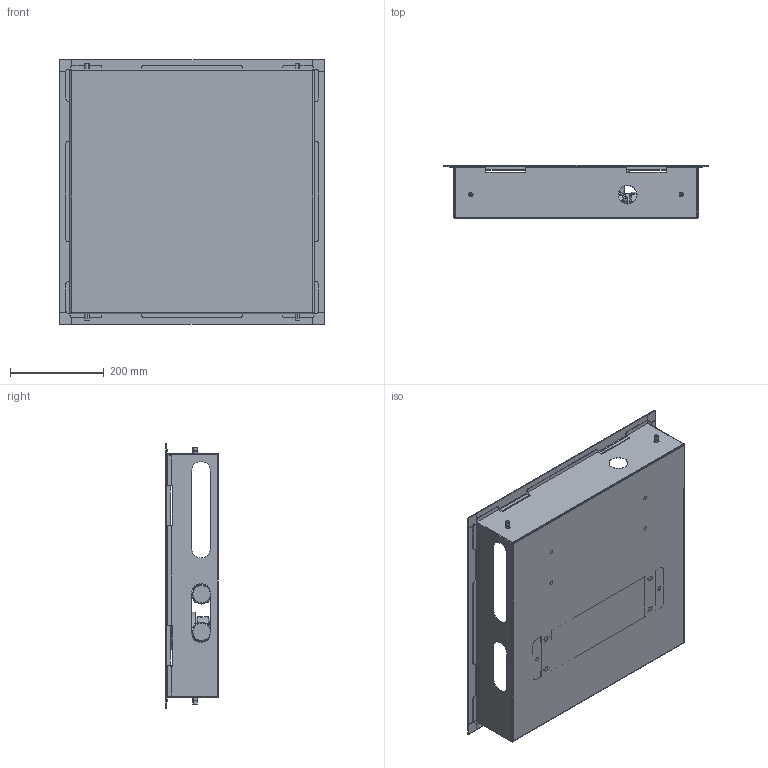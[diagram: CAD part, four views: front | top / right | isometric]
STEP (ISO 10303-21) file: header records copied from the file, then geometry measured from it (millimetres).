
FILE_DESCRIPTION (( 'STEP AP214' ), '1' );
FILE_NAME ('DCH2-DCEXXX.STEP', '2022-09-16T06:23:31', ( '' ), ( '' ), 'SwSTEP 2.0', 'SolidWorks 2021', '' );
FILE_SCHEMA (( 'AUTOMOTIVE_DESIGN' ));
Length unit declared in the file: millimetre
Products named in the file (11): 3260056703_defeature; 3428870042_BIM_defeature; 2131101P_defeature; 21311MF_defeature; DCH2-DCEXXX; 3113851010 Nipples 1 M-M con 2 O-Ring_defeature; Sontex 0739-130_MHB_defeature; 3427770077_BIM; Energia_MH2; F21N-25_defeature; Assieme 10C_defeature
Assembly tree (10 placements, depth 4):
  DCH2-DCEXXX
    3260056703_defeature
    Energia_MH2
      3428870042_BIM_defeature
      3427770077_BIM
        21311MF_defeature
        Sontex 0739-130_MHB_defeature
        2131101P_defeature
        3113851010 Nipples 1 M-M con 2 O-Ring_defeature
        F21N-25_defeature
        Assieme 10C_defeature
Bounding box: 564 x 112.4 x 564 mm (x, y, z)
Volume: 2179134.7 mm3; surface area: 1497552.6 mm2
Topology: 27 solids, 32 shells, 3645 faces, 9141 edges, 5550 vertices
Faces by surface type: plane 1178, cylinder 950, bspline 745, torus 348, cone 308, sphere 116
Entity records: 170682 total; most frequent: CARTESIAN_POINT 58591, ORIENTED_EDGE 18041, DIRECTION 15899, EDGE_CURVE 9032, AXIS2_PLACEMENT_3D 6255, VERTEX_POINT 5542, EDGE_LOOP 3769, FACE_OUTER_BOUND 3645
